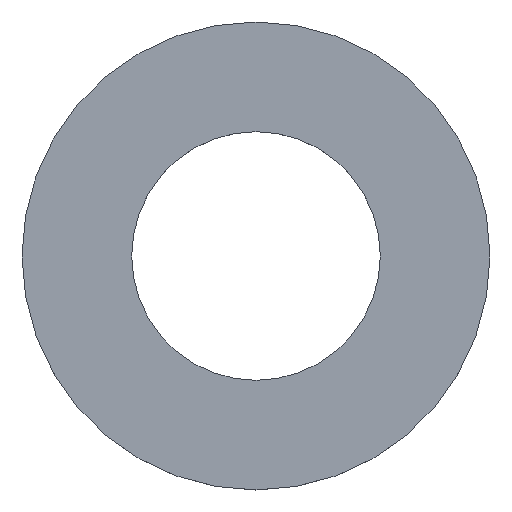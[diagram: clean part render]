
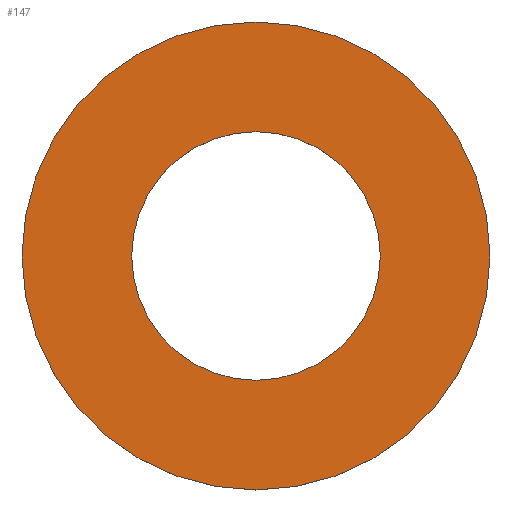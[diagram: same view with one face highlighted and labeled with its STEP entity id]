
A CAD part, top view. The second image highlights one B-rep face of the part: STEP entity #147.
In plain terms, the highlighted planar face has unit normal (0, 0, 1).
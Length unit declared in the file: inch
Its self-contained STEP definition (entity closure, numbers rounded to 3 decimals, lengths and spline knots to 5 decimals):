
#14 = VERTEX_POINT ( 'NONE', #48 ) ;
#20 = CARTESIAN_POINT ( 'NONE',  ( 0., 0., 0. ) ) ;
#22 = CIRCLE ( 'NONE', #164, 0.53125 ) ;
#24 = EDGE_LOOP ( 'NONE', ( #246, #202 ) ) ;
#48 = CARTESIAN_POINT ( 'NONE',  ( 1., 0., 0. ) ) ;
#53 = FACE_BOUND ( 'NONE', #237, .T. ) ;
#57 = CIRCLE ( 'NONE', #117, 0.53125 ) ;
#66 = CARTESIAN_POINT ( 'NONE',  ( -1., 0., 0. ) ) ;
#67 = DIRECTION ( 'NONE',  ( 0., 0., 1. ) ) ;
#68 = PLANE ( 'NONE',  #95 ) ;
#69 = AXIS2_PLACEMENT_3D ( 'NONE', #20, #109, #194 ) ;
#78 = EDGE_CURVE ( 'NONE', #124, #14, #210, .T. ) ;
#87 = CARTESIAN_POINT ( 'NONE',  ( 0., 0., 0. ) ) ;
#88 = CIRCLE ( 'NONE', #69, 1. ) ;
#90 = DIRECTION ( 'NONE',  ( 0., 0., 1. ) ) ;
#91 = DIRECTION ( 'NONE',  ( 1., 0., 0. ) ) ;
#92 = CARTESIAN_POINT ( 'NONE',  ( 0., 0., 0. ) ) ;
#94 = EDGE_CURVE ( 'NONE', #148, #106, #22, .T. ) ;
#95 = AXIS2_PLACEMENT_3D ( 'NONE', #92, #113, #130 ) ;
#103 = CARTESIAN_POINT ( 'NONE',  ( 0.53125, 0., 0. ) ) ;
#106 = VERTEX_POINT ( 'NONE', #215 ) ;
#109 = DIRECTION ( 'NONE',  ( 0., 0., 1. ) ) ;
#113 = DIRECTION ( 'NONE',  ( 0., 0., 1. ) ) ;
#116 = DIRECTION ( 'NONE',  ( 1., 0., 0. ) ) ;
#117 = AXIS2_PLACEMENT_3D ( 'NONE', #251, #67, #121 ) ;
#119 = FACE_OUTER_BOUND ( 'NONE', #24, .T. ) ;
#121 = DIRECTION ( 'NONE',  ( 1., 0., 0. ) ) ;
#124 = VERTEX_POINT ( 'NONE', #66 ) ;
#130 = DIRECTION ( 'NONE',  ( 1., 0., 0. ) ) ;
#147 = ADVANCED_FACE ( 'NONE', ( #53, #119 ), #68, .T. ) ;
#148 = VERTEX_POINT ( 'NONE', #103 ) ;
#164 = AXIS2_PLACEMENT_3D ( 'NONE', #87, #90, #91 ) ;
#194 = DIRECTION ( 'NONE',  ( 1., 0., 0. ) ) ;
#196 = EDGE_CURVE ( 'NONE', #14, #124, #88, .T. ) ;
#202 = ORIENTED_EDGE ( 'NONE', *, *, #78, .T. ) ;
#203 = DIRECTION ( 'NONE',  ( 0., 0., 1. ) ) ;
#204 = CARTESIAN_POINT ( 'NONE',  ( 0., 0., 0. ) ) ;
#206 = AXIS2_PLACEMENT_3D ( 'NONE', #204, #203, #116 ) ;
#210 = CIRCLE ( 'NONE', #206, 1. ) ;
#212 = EDGE_CURVE ( 'NONE', #106, #148, #57, .T. ) ;
#214 = ORIENTED_EDGE ( 'NONE', *, *, #212, .F. ) ;
#215 = CARTESIAN_POINT ( 'NONE',  ( -0.53125, 0., 0. ) ) ;
#225 = ORIENTED_EDGE ( 'NONE', *, *, #94, .F. ) ;
#237 = EDGE_LOOP ( 'NONE', ( #225, #214 ) ) ;
#246 = ORIENTED_EDGE ( 'NONE', *, *, #196, .T. ) ;
#251 = CARTESIAN_POINT ( 'NONE',  ( 0., 0., 0. ) ) ;
